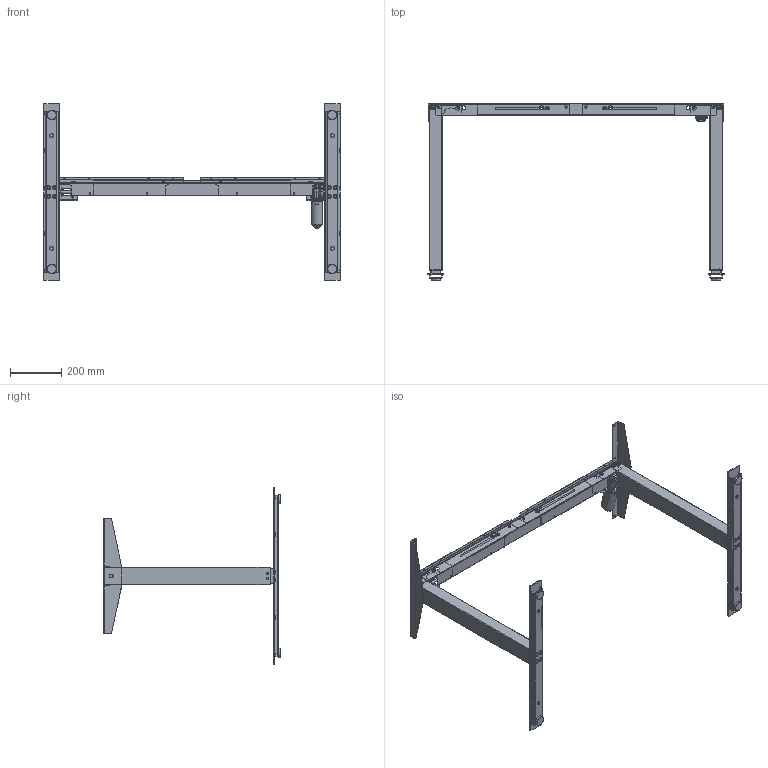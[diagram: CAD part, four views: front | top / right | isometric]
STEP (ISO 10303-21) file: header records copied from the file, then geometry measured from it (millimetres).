
FILE_DESCRIPTION (( 'STEP AP203' ), '1' );
FILE_NAME ('5505xxE Solo M 3.0 Flex_min.bredd 1150.STEP', '2021-08-17T12:24:10', ( '' ), ( '' ), 'SwSTEP 2.0', 'SolidWorks 2019', '' );
FILE_SCHEMA (( 'CONFIG_CONTROL_DESIGN' ));
Length unit declared in the file: millimetre
Products named in the file (2): 5505xxE Solo M 3.0 Flex_min.bredd 1150
Bounding box: 1157.2 x 692.5 x 690 mm (x, y, z)
Surface area: 1335379.9 mm2 (no closed solid volume)
Topology: 0 solids, 166 shells, 1080 faces, 4576 edges, 3524 vertices
Faces by surface type: plane 448, cylinder 443, cone 99, torus 43, bspline 37, sphere 10
Entity records: 52200 total; most frequent: CARTESIAN_POINT 15750, DIRECTION 7646, ORIENTED_EDGE 6282, EDGE_CURVE 4574, VERTEX_POINT 3524, AXIS2_PLACEMENT_3D 2737, VECTOR 2172, LINE 2172
